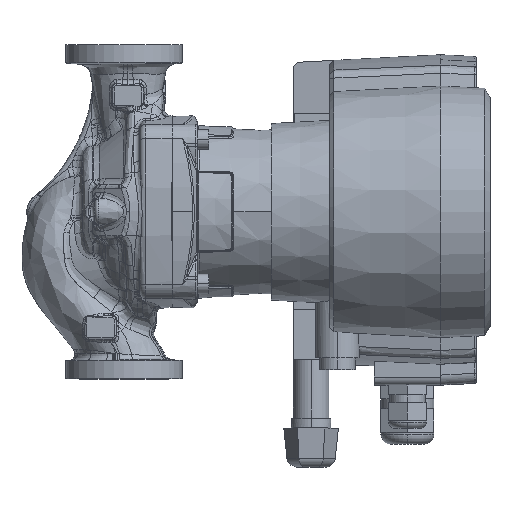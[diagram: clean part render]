
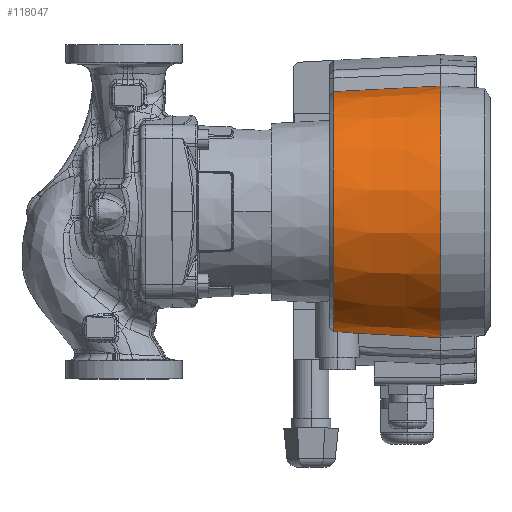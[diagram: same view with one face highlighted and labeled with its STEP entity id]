
A CAD part, top view. The second image highlights one B-rep face of the part: STEP entity #118047.
In plain terms, the highlighted conical face has half-angle 3 degrees and reference radius 64 mm.
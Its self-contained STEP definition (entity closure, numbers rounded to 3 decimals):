
#1503 = CIRCLE ( 'NONE', #1508, 64. ) ;
#1508 = AXIS2_PLACEMENT_3D ( 'NONE', #35999, #36000, #36001 ) ;
#1546 = VECTOR ( 'NONE', #36177, 1000. ) ;
#1559 = VECTOR ( 'NONE', #36180, 1000. ) ;
#1569 = CIRCLE ( 'NONE', #1576, 61.15 ) ;
#1576 = AXIS2_PLACEMENT_3D ( 'NONE', #36183, #36184, #36185 ) ;
#9865 = VERTEX_POINT ( 'NONE', #82949 ) ;
#9870 = VERTEX_POINT ( 'NONE', #82955 ) ;
#30641 = VERTEX_POINT ( 'NONE', #32909 ) ;
#30686 = VERTEX_POINT ( 'NONE', #32947 ) ;
#30688 = VERTEX_POINT ( 'NONE', #32949 ) ;
#30709 = VERTEX_POINT ( 'NONE', #32968 ) ;
#32909 = CARTESIAN_POINT ( 'NONE',  ( 82.661, -60.949, 10.955 ) ) ;
#32947 = CARTESIAN_POINT ( 'NONE',  ( 137.05, -64., 6. ) ) ;
#32949 = CARTESIAN_POINT ( 'NONE',  ( 137.05, 64., 6. ) ) ;
#32968 = CARTESIAN_POINT ( 'NONE',  ( 82.661, 61.15, 6. ) ) ;
#35999 = CARTESIAN_POINT ( 'NONE',  ( 137.05, 0., 6. ) ) ;
#36000 = DIRECTION ( 'NONE',  ( 1., 0., 0. ) ) ;
#36001 = DIRECTION ( 'NONE',  ( 0., -1., 0. ) ) ;
#36165 = LINE ( 'NONE', #36178, #1559 ) ;
#36166 = LINE ( 'NONE', #36175, #1546 ) ;
#36175 = CARTESIAN_POINT ( 'NONE',  ( 137.05, -64., 6. ) ) ;
#36177 = DIRECTION ( 'NONE',  ( 0.999, -0.052, 0. ) ) ;
#36178 = CARTESIAN_POINT ( 'NONE',  ( 137.05, 64., 6. ) ) ;
#36180 = DIRECTION ( 'NONE',  ( 0.999, 0.052, 0. ) ) ;
#36181 = CARTESIAN_POINT ( 'NONE',  ( 84.45, -61.031, 11.1 ) ) ;
#36182 = CARTESIAN_POINT ( 'NONE',  ( 83.847, -60.999, 11.1 ) ) ;
#36183 = CARTESIAN_POINT ( 'NONE',  ( 82.661, 0., 6. ) ) ;
#36184 = DIRECTION ( 'NONE',  ( 1., 0., 0. ) ) ;
#36185 = DIRECTION ( 'NONE',  ( 0., -1., 0. ) ) ;
#36187 = CARTESIAN_POINT ( 'NONE',  ( 83.248, -60.972, 11.051 ) ) ;
#36188 = CARTESIAN_POINT ( 'NONE',  ( 82.661, -60.949, 10.955 ) ) ;
#49110 = B_SPLINE_CURVE_WITH_KNOTS ( 'NONE', 3,
 ( #36181, #36182, #36187, #36188 ),
 .UNSPECIFIED., .F., .F.,
 ( 4, 4 ),
 ( 0.011, 0.013 ),
 .UNSPECIFIED. ) ;
#74825 = ORIENTED_EDGE ( 'NONE', *, *, #77604, .F. ) ;
#74827 = ORIENTED_EDGE ( 'NONE', *, *, #77605, .T. ) ;
#74828 = ORIENTED_EDGE ( 'NONE', *, *, #77606, .F. ) ;
#74830 = ORIENTED_EDGE ( 'NONE', *, *, #80685, .F. ) ;
#74831 = ORIENTED_EDGE ( 'NONE', *, *, #77603, .T. ) ;
#74832 = ORIENTED_EDGE ( 'NONE', *, *, #77566, .F. ) ;
#77566 = EDGE_CURVE ( 'NONE', #30688, #30686, #1503, .T. ) ;
#77603 = EDGE_CURVE ( 'NONE', #9870, #30686, #36166, .T. ) ;
#77604 = EDGE_CURVE ( 'NONE', #30709, #30688, #36165, .T. ) ;
#77605 = EDGE_CURVE ( 'NONE', #30709, #30641, #1569, .T. ) ;
#77606 = EDGE_CURVE ( 'NONE', #9865, #30641, #49110, .T. ) ;
#78545 = EDGE_LOOP ( 'NONE', ( #74825, #74827, #74828, #74830, #74831, #74832 ) ) ;
#79846 = CARTESIAN_POINT ( 'NONE',  ( 93.283, -61.706, 6.787 ) ) ;
#79860 = CARTESIAN_POINT ( 'NONE',  ( 93.789, -61.733, 6. ) ) ;
#79872 = CARTESIAN_POINT ( 'NONE',  ( 92.691, -61.66, 7.494 ) ) ;
#79875 = CARTESIAN_POINT ( 'NONE',  ( 91.677, -61.575, 8.438 ) ) ;
#79878 = CARTESIAN_POINT ( 'NONE',  ( 91.315, -61.543, 8.735 ) ) ;
#79881 = CARTESIAN_POINT ( 'NONE',  ( 90.562, -61.477, 9.277 ) ) ;
#79883 = CARTESIAN_POINT ( 'NONE',  ( 90.172, -61.443, 9.523 ) ) ;
#79886 = CARTESIAN_POINT ( 'NONE',  ( 89.364, -61.373, 9.963 ) ) ;
#79889 = CARTESIAN_POINT ( 'NONE',  ( 88.947, -61.338, 10.159 ) ) ;
#79892 = CARTESIAN_POINT ( 'NONE',  ( 88.085, -61.269, 10.498 ) ) ;
#79894 = CARTESIAN_POINT ( 'NONE',  ( 87.639, -61.235, 10.642 ) ) ;
#79897 = CARTESIAN_POINT ( 'NONE',  ( 86.296, -61.138, 10.984 ) ) ;
#79900 = CARTESIAN_POINT ( 'NONE',  ( 85.383, -61.08, 11.1 ) ) ;
#79903 = CARTESIAN_POINT ( 'NONE',  ( 84.45, -61.031, 11.1 ) ) ;
#80685 = EDGE_CURVE ( 'NONE', #9870, #9865, #89623, .T. ) ;
#82949 = CARTESIAN_POINT ( 'NONE',  ( 84.45, -61.031, 11.1 ) ) ;
#82955 = CARTESIAN_POINT ( 'NONE',  ( 93.789, -61.733, 6. ) ) ;
#89623 = B_SPLINE_CURVE_WITH_KNOTS ( 'NONE', 3,
 ( #79860, #79846, #79872, #79875, #79878, #79881, #79883, #79886, #79889, #79892, #79894, #79897, #79900, #79903 ),
 .UNSPECIFIED., .F., .F.,
 ( 4, 2, 2, 2, 2, 2, 4 ),
 ( 0., 0.003, 0.004, 0.006, 0.007, 0.008, 0.011 ),
 .UNSPECIFIED. ) ;
#102911 = CONICAL_SURFACE ( 'NONE', #102912, 64., 0.052 ) ;
#102912 = AXIS2_PLACEMENT_3D ( 'NONE', #103666, #103652, #103677 ) ;
#103652 = DIRECTION ( 'NONE',  ( 1., 0., 0. ) ) ;
#103666 = CARTESIAN_POINT ( 'NONE',  ( 137.05, 0., 6. ) ) ;
#103667 = FACE_OUTER_BOUND ( 'NONE', #78545, .T. ) ;
#103677 = DIRECTION ( 'NONE',  ( 0., -1., 0. ) ) ;
#118047 = ADVANCED_FACE ( 'NONE', ( #103667 ), #102911, .T. ) ;
